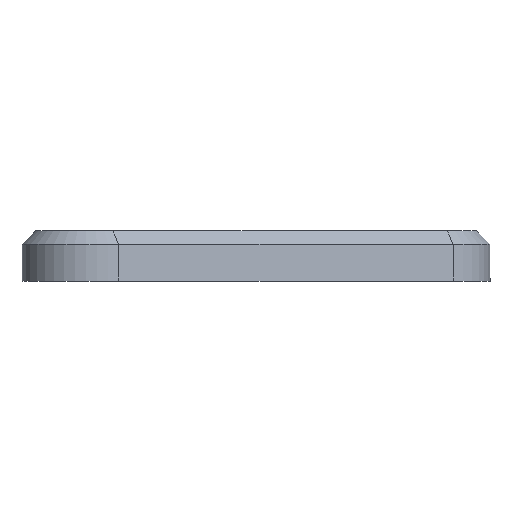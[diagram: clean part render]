
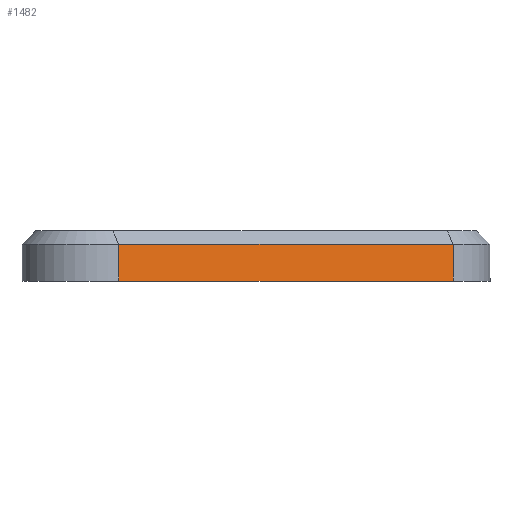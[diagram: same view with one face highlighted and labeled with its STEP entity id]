
A CAD part, left-side view. The second image highlights one B-rep face of the part: STEP entity #1482.
In plain terms, the highlighted planar face has unit normal (-0.894, -0.447, 0).
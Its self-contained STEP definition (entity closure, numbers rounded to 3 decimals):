
#128 = PLANE('',#129);
#129 = AXIS2_PLACEMENT_3D('',#130,#131,#132);
#130 = CARTESIAN_POINT('',(0.,6.221,0.));
#131 = DIRECTION('',(0.,0.,1.));
#132 = DIRECTION('',(1.,0.,0.));
#188 = CYLINDRICAL_SURFACE('',#189,8.);
#189 = AXIS2_PLACEMENT_3D('',#190,#191,#192);
#190 = CARTESIAN_POINT('',(0.,-20.,0.));
#191 = DIRECTION('',(-0.,-0.,-1.));
#192 = DIRECTION('',(1.,0.,0.));
#327 = VERTEX_POINT('',#328);
#328 = CARTESIAN_POINT('',(-27.155,16.422,0.));
#343 = CYLINDRICAL_SURFACE('',#344,8.);
#344 = AXIS2_PLACEMENT_3D('',#345,#346,#347);
#345 = CARTESIAN_POINT('',(-20.,20.,0.));
#346 = DIRECTION('',(-0.,-0.,-1.));
#347 = DIRECTION('',(1.,0.,0.));
#355 = EDGE_CURVE('',#356,#327,#358,.T.);
#356 = VERTEX_POINT('',#357);
#357 = CARTESIAN_POINT('',(-7.155,-23.578,0.));
#358 = SURFACE_CURVE('',#359,(#363,#370),.PCURVE_S1.);
#359 = LINE('',#360,#361);
#360 = CARTESIAN_POINT('',(-7.155,-23.578,0.));
#361 = VECTOR('',#362,1.);
#362 = DIRECTION('',(-0.447,0.894,0.));
#363 = PCURVE('',#128,#364);
#364 = DEFINITIONAL_REPRESENTATION('',(#365),#369);
#365 = LINE('',#366,#367);
#366 = CARTESIAN_POINT('',(-7.155,-29.798));
#367 = VECTOR('',#368,1.);
#368 = DIRECTION('',(-0.447,0.894));
#369 = ( GEOMETRIC_REPRESENTATION_CONTEXT(2) 
PARAMETRIC_REPRESENTATION_CONTEXT() REPRESENTATION_CONTEXT('2D SPACE',''
  ) );
#370 = PCURVE('',#371,#376);
#371 = PLANE('',#372);
#372 = AXIS2_PLACEMENT_3D('',#373,#374,#375);
#373 = CARTESIAN_POINT('',(-7.155,-23.578,0.));
#374 = DIRECTION('',(-0.894,-0.447,0.));
#375 = DIRECTION('',(-0.447,0.894,0.));
#376 = DEFINITIONAL_REPRESENTATION('',(#377),#381);
#377 = LINE('',#378,#379);
#378 = CARTESIAN_POINT('',(0.,0.));
#379 = VECTOR('',#380,1.);
#380 = DIRECTION('',(1.,0.));
#381 = ( GEOMETRIC_REPRESENTATION_CONTEXT(2) 
PARAMETRIC_REPRESENTATION_CONTEXT() REPRESENTATION_CONTEXT('2D SPACE',''
  ) );
#699 = EDGE_CURVE('',#356,#700,#702,.T.);
#700 = VERTEX_POINT('',#701);
#701 = CARTESIAN_POINT('',(-7.155,-23.578,4.4));
#702 = SURFACE_CURVE('',#703,(#707,#714),.PCURVE_S1.);
#703 = LINE('',#704,#705);
#704 = CARTESIAN_POINT('',(-7.155,-23.578,0.));
#705 = VECTOR('',#706,1.);
#706 = DIRECTION('',(0.,0.,1.));
#707 = PCURVE('',#188,#708);
#708 = DEFINITIONAL_REPRESENTATION('',(#709),#713);
#709 = LINE('',#710,#711);
#710 = CARTESIAN_POINT('',(-3.605,0.));
#711 = VECTOR('',#712,1.);
#712 = DIRECTION('',(-0.,-1.));
#713 = ( GEOMETRIC_REPRESENTATION_CONTEXT(2) 
PARAMETRIC_REPRESENTATION_CONTEXT() REPRESENTATION_CONTEXT('2D SPACE',''
  ) );
#714 = PCURVE('',#371,#715);
#715 = DEFINITIONAL_REPRESENTATION('',(#716),#720);
#716 = LINE('',#717,#718);
#717 = CARTESIAN_POINT('',(0.,0.));
#718 = VECTOR('',#719,1.);
#719 = DIRECTION('',(0.,-1.));
#720 = ( GEOMETRIC_REPRESENTATION_CONTEXT(2) 
PARAMETRIC_REPRESENTATION_CONTEXT() REPRESENTATION_CONTEXT('2D SPACE',''
  ) );
#796 = PLANE('',#797);
#797 = AXIS2_PLACEMENT_3D('',#798,#799,#800);
#798 = CARTESIAN_POINT('',(-26.44,16.78,5.2));
#799 = DIRECTION('',(-0.632,-0.316,0.707));
#800 = DIRECTION('',(-0.447,0.894,0.));
#1438 = VERTEX_POINT('',#1439);
#1439 = CARTESIAN_POINT('',(-27.155,16.422,4.4));
#1461 = EDGE_CURVE('',#327,#1438,#1462,.T.);
#1462 = SURFACE_CURVE('',#1463,(#1467,#1474),.PCURVE_S1.);
#1463 = LINE('',#1464,#1465);
#1464 = CARTESIAN_POINT('',(-27.155,16.422,0.));
#1465 = VECTOR('',#1466,1.);
#1466 = DIRECTION('',(0.,0.,1.));
#1467 = PCURVE('',#343,#1468);
#1468 = DEFINITIONAL_REPRESENTATION('',(#1469),#1473);
#1469 = LINE('',#1470,#1471);
#1470 = CARTESIAN_POINT('',(-3.605,0.));
#1471 = VECTOR('',#1472,1.);
#1472 = DIRECTION('',(-0.,-1.));
#1473 = ( GEOMETRIC_REPRESENTATION_CONTEXT(2) 
PARAMETRIC_REPRESENTATION_CONTEXT() REPRESENTATION_CONTEXT('2D SPACE',''
  ) );
#1474 = PCURVE('',#371,#1475);
#1475 = DEFINITIONAL_REPRESENTATION('',(#1476),#1480);
#1476 = LINE('',#1477,#1478);
#1477 = CARTESIAN_POINT('',(44.721,0.));
#1478 = VECTOR('',#1479,1.);
#1479 = DIRECTION('',(0.,-1.));
#1480 = ( GEOMETRIC_REPRESENTATION_CONTEXT(2) 
PARAMETRIC_REPRESENTATION_CONTEXT() REPRESENTATION_CONTEXT('2D SPACE',''
  ) );
#1482 = ADVANCED_FACE('',(#1483),#371,.T.);
#1483 = FACE_BOUND('',#1484,.T.);
#1484 = EDGE_LOOP('',(#1485,#1486,#1507,#1508));
#1485 = ORIENTED_EDGE('',*,*,#699,.T.);
#1486 = ORIENTED_EDGE('',*,*,#1487,.F.);
#1487 = EDGE_CURVE('',#1438,#700,#1488,.T.);
#1488 = SURFACE_CURVE('',#1489,(#1493,#1500),.PCURVE_S1.);
#1489 = LINE('',#1490,#1491);
#1490 = CARTESIAN_POINT('',(-27.155,16.422,4.4));
#1491 = VECTOR('',#1492,1.);
#1492 = DIRECTION('',(0.447,-0.894,-0.));
#1493 = PCURVE('',#371,#1494);
#1494 = DEFINITIONAL_REPRESENTATION('',(#1495),#1499);
#1495 = LINE('',#1496,#1497);
#1496 = CARTESIAN_POINT('',(44.721,-4.4));
#1497 = VECTOR('',#1498,1.);
#1498 = DIRECTION('',(-1.,0.));
#1499 = ( GEOMETRIC_REPRESENTATION_CONTEXT(2) 
PARAMETRIC_REPRESENTATION_CONTEXT() REPRESENTATION_CONTEXT('2D SPACE',''
  ) );
#1500 = PCURVE('',#796,#1501);
#1501 = DEFINITIONAL_REPRESENTATION('',(#1502),#1506);
#1502 = LINE('',#1503,#1504);
#1503 = CARTESIAN_POINT('',(0.,1.131));
#1504 = VECTOR('',#1505,1.);
#1505 = DIRECTION('',(-1.,0.));
#1506 = ( GEOMETRIC_REPRESENTATION_CONTEXT(2) 
PARAMETRIC_REPRESENTATION_CONTEXT() REPRESENTATION_CONTEXT('2D SPACE',''
  ) );
#1507 = ORIENTED_EDGE('',*,*,#1461,.F.);
#1508 = ORIENTED_EDGE('',*,*,#355,.F.);
